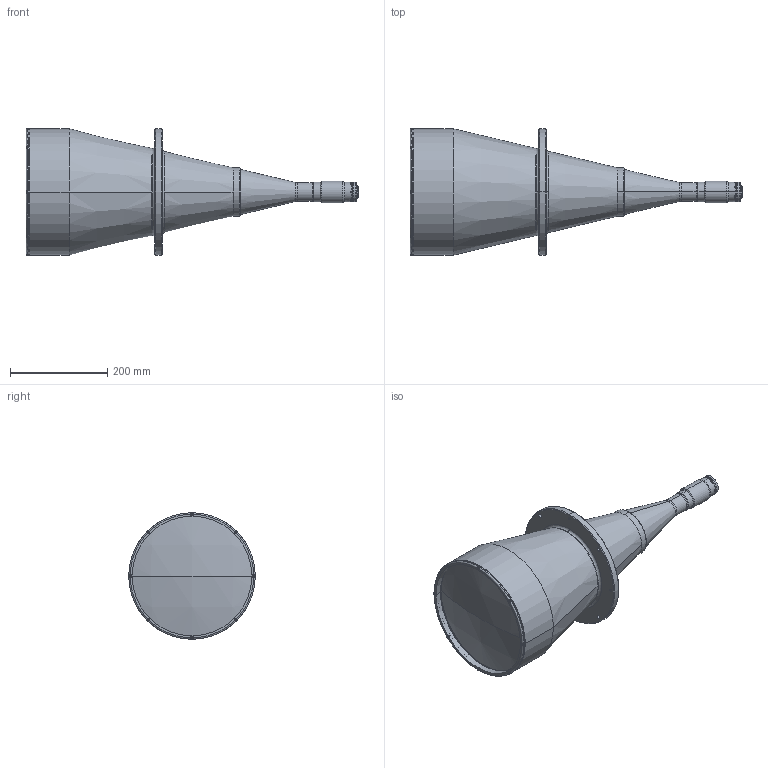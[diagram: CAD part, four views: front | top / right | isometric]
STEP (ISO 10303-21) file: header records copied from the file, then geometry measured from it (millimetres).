
FILE_DESCRIPTION (( 'STEP AP203' ), '1' );
FILE_NAME ('DP71450_TC4MHR192-C.step', '2021-10-06T08:51:40', ( '' ), ( '' ), 'SwSTEP 2.0', 'SolidWorks 2021', '' );
FILE_SCHEMA (( 'CONFIG_CONTROL_DESIGN' ));
Length unit declared in the file: millimetre
Products named in the file (1): DP71450_TC4MHR192-C
Bounding box: 682.63 x 260 x 260 mm (x, y, z)
Surface area: 461681.7 mm2 (no closed solid volume)
Topology: 0 solids, 28 shells, 241 faces, 752 edges, 526 vertices
Faces by surface type: plane 87, cylinder 80, torus 36, cone 36, sphere 2
Entity records: 8850 total; most frequent: CARTESIAN_POINT 1942, DIRECTION 1547, ORIENTED_EDGE 1197, EDGE_CURVE 744, AXIS2_PLACEMENT_3D 599, VERTEX_POINT 526, CIRCLE 357, LINE 349
